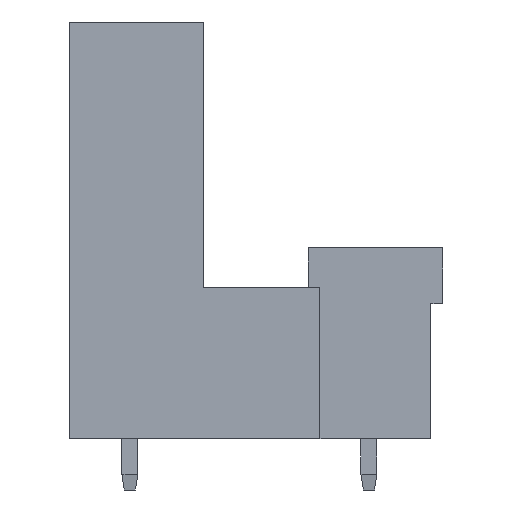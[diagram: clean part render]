
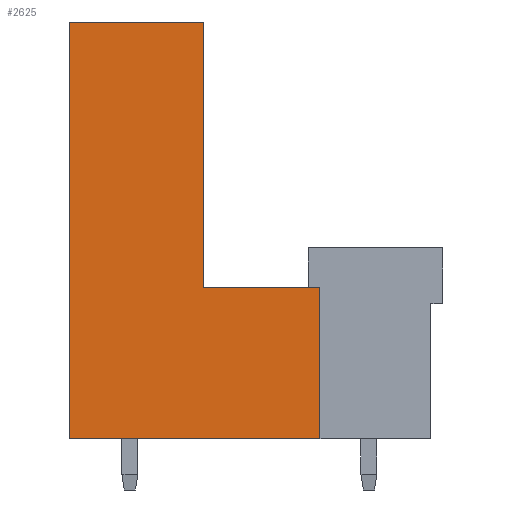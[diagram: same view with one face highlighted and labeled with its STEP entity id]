
A CAD part, left-side view. The second image highlights one B-rep face of the part: STEP entity #2625.
In plain terms, the highlighted planar face has unit normal (-1, 0, 0).
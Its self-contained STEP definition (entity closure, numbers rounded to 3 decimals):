
#2610=AXIS2_PLACEMENT_3D('Plane Axis2P3D',#2607,#2608,#2609) ;
#1175=CARTESIAN_POINT('Vertex',(0.,7.7,3.2)) ;
#1178=CARTESIAN_POINT('Line Origine',(0.,15.565,3.2)) ;
#1182=CARTESIAN_POINT('Vertex',(0.,23.43,3.2)) ;
#1816=CARTESIAN_POINT('Line Origine',(0.,23.43,16.28)) ;
#1820=CARTESIAN_POINT('Vertex',(0.,23.43,29.36)) ;
#1983=CARTESIAN_POINT('Line Origine',(0.,19.215,29.36)) ;
#1987=CARTESIAN_POINT('Vertex',(0.,15.,29.36)) ;
#2033=CARTESIAN_POINT('Line Origine',(0.,15.,21.03)) ;
#2037=CARTESIAN_POINT('Vertex',(0.,15.,12.7)) ;
#2451=CARTESIAN_POINT('Line Origine',(0.,11.35,12.7)) ;
#2455=CARTESIAN_POINT('Vertex',(0.,7.7,12.7)) ;
#2607=CARTESIAN_POINT('Axis2P3D Location',(0.,0.,0.)) ;
#2612=CARTESIAN_POINT('Line Origine',(0.,7.7,7.95)) ;
#1179=DIRECTION('Vector Direction',(0.,1.,0.)) ;
#1817=DIRECTION('Vector Direction',(0.,0.,1.)) ;
#1984=DIRECTION('Vector Direction',(0.,-1.,0.)) ;
#2034=DIRECTION('Vector Direction',(0.,0.,-1.)) ;
#2452=DIRECTION('Vector Direction',(0.,-1.,0.)) ;
#2608=DIRECTION('Axis2P3D Direction',(-1.,0.,0.)) ;
#2609=DIRECTION('Axis2P3D XDirection',(0.,0.,1.)) ;
#2613=DIRECTION('Vector Direction',(0.,0.,1.)) ;
#1180=VECTOR('Line Direction',#1179,1.) ;
#1818=VECTOR('Line Direction',#1817,1.) ;
#1985=VECTOR('Line Direction',#1984,1.) ;
#2035=VECTOR('Line Direction',#2034,1.) ;
#2453=VECTOR('Line Direction',#2452,1.) ;
#2614=VECTOR('Line Direction',#2613,1.) ;
#2618=ORIENTED_EDGE('',*,*,#2457,.T.) ;
#2619=ORIENTED_EDGE('',*,*,#2039,.T.) ;
#2620=ORIENTED_EDGE('',*,*,#1989,.T.) ;
#2621=ORIENTED_EDGE('',*,*,#1822,.T.) ;
#2622=ORIENTED_EDGE('',*,*,#1184,.T.) ;
#2623=ORIENTED_EDGE('',*,*,#2616,.T.) ;
#2625=ADVANCED_FACE('HOUSING',(#2624),#2611,.T.) ;
#1184=EDGE_CURVE('',#1183,#1176,#1181,.F.) ;
#1822=EDGE_CURVE('',#1821,#1183,#1819,.F.) ;
#1989=EDGE_CURVE('',#1988,#1821,#1986,.F.) ;
#2039=EDGE_CURVE('',#2038,#1988,#2036,.F.) ;
#2457=EDGE_CURVE('',#2456,#2038,#2454,.F.) ;
#2616=EDGE_CURVE('',#1176,#2456,#2615,.T.) ;
#2617=EDGE_LOOP('',(#2618,#2619,#2620,#2621,#2622,#2623)) ;
#2624=FACE_OUTER_BOUND('',#2617,.T.) ;
#1181=LINE('Line',#1178,#1180) ;
#1819=LINE('Line',#1816,#1818) ;
#1986=LINE('Line',#1983,#1985) ;
#2036=LINE('Line',#2033,#2035) ;
#2454=LINE('Line',#2451,#2453) ;
#2615=LINE('Line',#2612,#2614) ;
#2611=PLANE('',#2610) ;
#1176=VERTEX_POINT('',#1175) ;
#1183=VERTEX_POINT('',#1182) ;
#1821=VERTEX_POINT('',#1820) ;
#1988=VERTEX_POINT('',#1987) ;
#2038=VERTEX_POINT('',#2037) ;
#2456=VERTEX_POINT('',#2455) ;
